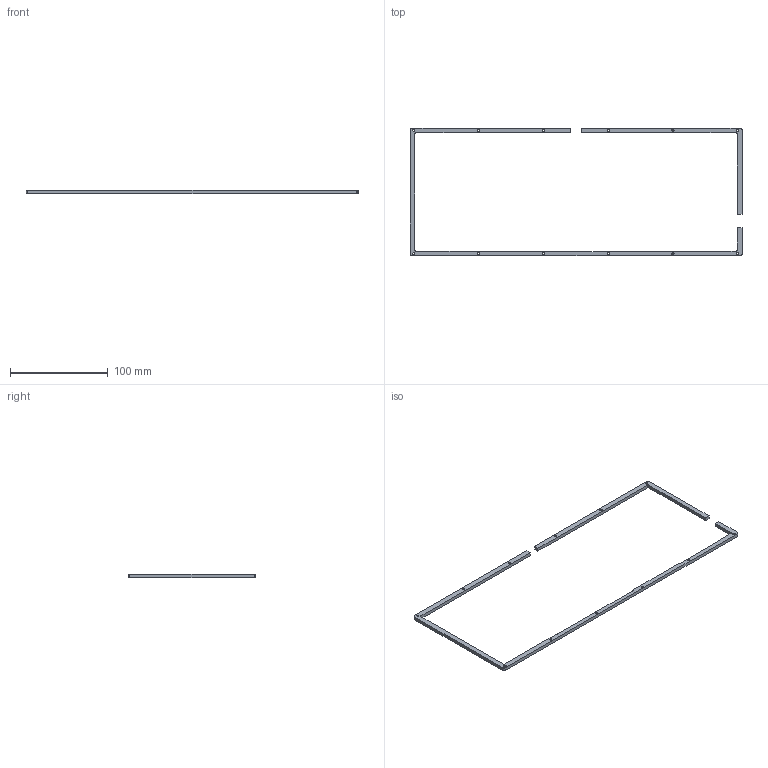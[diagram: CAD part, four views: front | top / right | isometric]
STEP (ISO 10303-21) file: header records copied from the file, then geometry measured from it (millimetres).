
FILE_DESCRIPTION(/* description */ (''),/* implementation_level */ '2;1');
FILE_NAME(/* name */ 'open_liner.stp',/* time_stamp */ '2024-09-25T20:15:40-04:00',/* author */ ('Moe'),/* organization */ (''),/* preprocessor_version */ 'ST-DEVELOPER v20',/* originating_system */ 'Autodesk Inventor 2024',/* authorisation */ '');
FILE_SCHEMA (('AUTOMOTIVE_DESIGN { 1 0 10303 214 3 1 1 }'));
Length unit declared in the file: millimetre
Products named in the file (1): open_liner
Bounding box: 340 x 131 x 3.5 mm (x, y, z)
Volume: 15086.3 mm3; surface area: 15253.3 mm2
Topology: 2 solids, 2 shells, 54 faces, 150 edges, 100 vertices
Faces by surface type: plane 31, cylinder 23
Full cylindrical faces by diameter (mm): 2.2 x12
Entity records: 1830 total; most frequent: DIRECTION 306, CARTESIAN_POINT 305, ORIENTED_EDGE 300, EDGE_CURVE 150, LINE 104, VECTOR 104, AXIS2_PLACEMENT_3D 101, VERTEX_POINT 100
